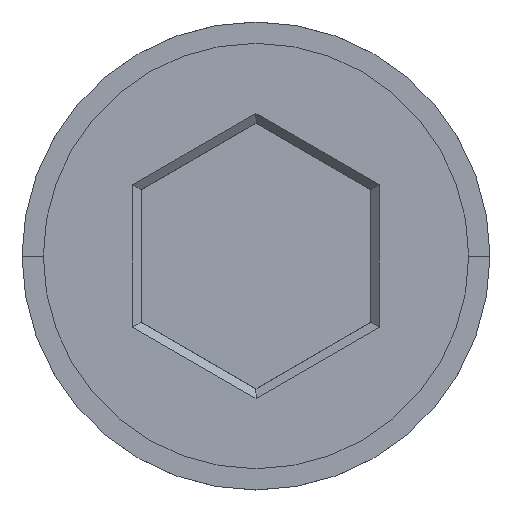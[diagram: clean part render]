
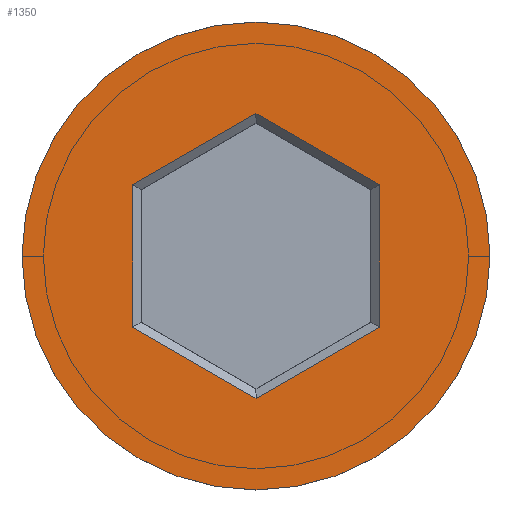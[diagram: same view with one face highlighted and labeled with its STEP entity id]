
A CAD part, top view. The second image highlights one B-rep face of the part: STEP entity #1350.
In plain terms, the highlighted planar face has unit normal (0, 0, 1).
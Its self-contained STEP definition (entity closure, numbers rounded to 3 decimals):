
#12 = CARTESIAN_POINT ( 'NONE',  ( 0., 3.349, 0. ) ) ;
#31 = DIRECTION ( 'NONE',  ( 1., 0., 0. ) ) ;
#48 = EDGE_CURVE ( 'NONE', #642, #1054, #1282, .T. ) ;
#97 = VERTEX_POINT ( 'NONE', #1306 ) ;
#127 = EDGE_CURVE ( 'NONE', #1054, #883, #270, .T. ) ;
#141 = LINE ( 'NONE', #1138, #663 ) ;
#148 = DIRECTION ( 'NONE',  ( 0., 0., 1. ) ) ;
#213 = DIRECTION ( 'NONE',  ( 0., 0., 1. ) ) ;
#238 = CARTESIAN_POINT ( 'NONE',  ( -5.5, 0., 0. ) ) ;
#239 = DIRECTION ( 'NONE',  ( 0., 0., 1. ) ) ;
#256 = DIRECTION ( 'NONE',  ( 0., 1., 0. ) ) ;
#258 = VERTEX_POINT ( 'NONE', #238 ) ;
#270 = LINE ( 'NONE', #738, #1364 ) ;
#296 = EDGE_CURVE ( 'NONE', #949, #97, #450, .T. ) ;
#299 = AXIS2_PLACEMENT_3D ( 'NONE', #824, #239, #357 ) ;
#315 = DIRECTION ( 'NONE',  ( -0.866, -0.5, 0. ) ) ;
#357 = DIRECTION ( 'NONE',  ( 1., 0., 0. ) ) ;
#360 = ORIENTED_EDGE ( 'NONE', *, *, #1069, .T. ) ;
#364 = VECTOR ( 'NONE', #256, 1000. ) ;
#370 = FACE_OUTER_BOUND ( 'NONE', #656, .T. ) ;
#376 = EDGE_LOOP ( 'NONE', ( #454, #554, #1290, #360, #1401, #460 ) ) ;
#378 = EDGE_CURVE ( 'NONE', #647, #258, #831, .T. ) ;
#391 = AXIS2_PLACEMENT_3D ( 'NONE', #1283, #148, #31 ) ;
#450 = LINE ( 'NONE', #911, #1275 ) ;
#454 = ORIENTED_EDGE ( 'NONE', *, *, #651, .T. ) ;
#460 = ORIENTED_EDGE ( 'NONE', *, *, #970, .T. ) ;
#543 = ORIENTED_EDGE ( 'NONE', *, *, #1063, .T. ) ;
#554 = ORIENTED_EDGE ( 'NONE', *, *, #48, .T. ) ;
#601 = FACE_BOUND ( 'NONE', #376, .T. ) ;
#642 = VERTEX_POINT ( 'NONE', #1315 ) ;
#647 = VERTEX_POINT ( 'NONE', #1092 ) ;
#651 = EDGE_CURVE ( 'NONE', #919, #642, #767, .T. ) ;
#653 = LINE ( 'NONE', #888, #964 ) ;
#656 = EDGE_LOOP ( 'NONE', ( #994, #543 ) ) ;
#663 = VECTOR ( 'NONE', #1040, 1000. ) ;
#738 = CARTESIAN_POINT ( 'NONE',  ( -0.1, 3.291, 0. ) ) ;
#767 = LINE ( 'NONE', #1214, #807 ) ;
#807 = VECTOR ( 'NONE', #1437, 1000. ) ;
#824 = CARTESIAN_POINT ( 'NONE',  ( 0., 0., 0. ) ) ;
#831 = CIRCLE ( 'NONE', #897, 5.5 ) ;
#837 = PLANE ( 'NONE',  #391 ) ;
#866 = DIRECTION ( 'NONE',  ( 0.866, 0.5, 0. ) ) ;
#883 = VERTEX_POINT ( 'NONE', #12 ) ;
#888 = CARTESIAN_POINT ( 'NONE',  ( 0.1, -3.291, 0. ) ) ;
#897 = AXIS2_PLACEMENT_3D ( 'NONE', #1336, #213, #1012 ) ;
#902 = CIRCLE ( 'NONE', #299, 5.5 ) ;
#911 = CARTESIAN_POINT ( 'NONE',  ( 2.9, -1.559, 0. ) ) ;
#919 = VERTEX_POINT ( 'NONE', #1428 ) ;
#949 = VERTEX_POINT ( 'NONE', #1186 ) ;
#964 = VECTOR ( 'NONE', #315, 1000. ) ;
#970 = EDGE_CURVE ( 'NONE', #97, #919, #653, .T. ) ;
#994 = ORIENTED_EDGE ( 'NONE', *, *, #378, .T. ) ;
#1012 = DIRECTION ( 'NONE',  ( 1., 0., 0. ) ) ;
#1040 = DIRECTION ( 'NONE',  ( 0.866, -0.5, 0. ) ) ;
#1054 = VERTEX_POINT ( 'NONE', #1379 ) ;
#1063 = EDGE_CURVE ( 'NONE', #258, #647, #902, .T. ) ;
#1069 = EDGE_CURVE ( 'NONE', #883, #949, #141, .T. ) ;
#1092 = CARTESIAN_POINT ( 'NONE',  ( 5.5, 0., 0. ) ) ;
#1138 = CARTESIAN_POINT ( 'NONE',  ( 2.8, 1.732, 0. ) ) ;
#1145 = CARTESIAN_POINT ( 'NONE',  ( -2.9, 1.559, 0. ) ) ;
#1180 = DIRECTION ( 'NONE',  ( 0., -1., 0. ) ) ;
#1186 = CARTESIAN_POINT ( 'NONE',  ( 2.9, 1.674, 0. ) ) ;
#1214 = CARTESIAN_POINT ( 'NONE',  ( -2.8, -1.732, 0. ) ) ;
#1275 = VECTOR ( 'NONE', #1180, 1000. ) ;
#1282 = LINE ( 'NONE', #1145, #364 ) ;
#1283 = CARTESIAN_POINT ( 'NONE',  ( 0., 0., 0. ) ) ;
#1290 = ORIENTED_EDGE ( 'NONE', *, *, #127, .T. ) ;
#1306 = CARTESIAN_POINT ( 'NONE',  ( 2.9, -1.674, 0. ) ) ;
#1315 = CARTESIAN_POINT ( 'NONE',  ( -2.9, -1.674, 0. ) ) ;
#1336 = CARTESIAN_POINT ( 'NONE',  ( 0., 0., 0. ) ) ;
#1350 = ADVANCED_FACE ( 'NONE', ( #601, #370 ), #837, .T. ) ;
#1364 = VECTOR ( 'NONE', #866, 1000. ) ;
#1379 = CARTESIAN_POINT ( 'NONE',  ( -2.9, 1.674, 0. ) ) ;
#1401 = ORIENTED_EDGE ( 'NONE', *, *, #296, .T. ) ;
#1428 = CARTESIAN_POINT ( 'NONE',  ( 0., -3.349, 0. ) ) ;
#1437 = DIRECTION ( 'NONE',  ( -0.866, 0.5, 0. ) ) ;
